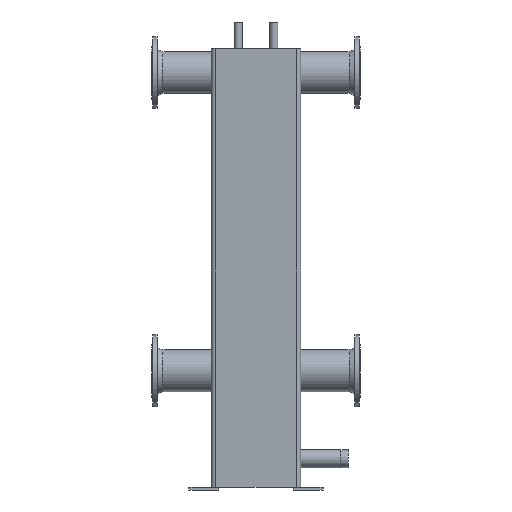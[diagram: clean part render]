
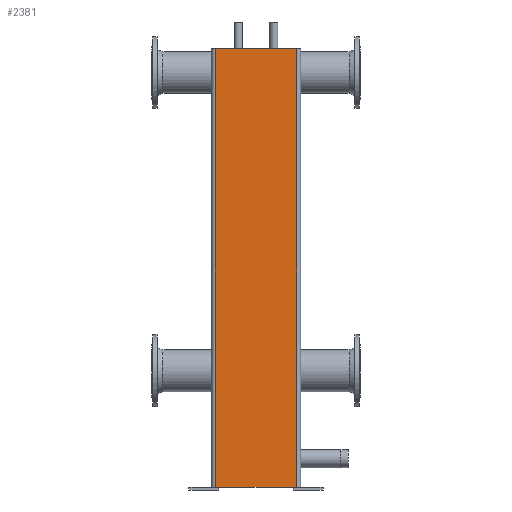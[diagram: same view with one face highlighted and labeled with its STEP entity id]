
A CAD part, front view. The second image highlights one B-rep face of the part: STEP entity #2381.
In plain terms, the highlighted planar face has unit normal (0, -1, 0).
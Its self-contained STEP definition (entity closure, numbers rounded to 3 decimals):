
#311=FACE_OUTER_BOUND('',#548,.T.);
#548=EDGE_LOOP('',(#1962,#1963,#1964,#1965,#1966,#1967));
#905=LINE('',#3857,#1041);
#936=LINE('',#3944,#1072);
#943=LINE('',#3973,#1079);
#950=LINE('',#4000,#1086);
#952=LINE('',#4003,#1088);
#953=LINE('',#4004,#1089);
#1041=VECTOR('',#3122,10.);
#1072=VECTOR('',#3191,10.);
#1079=VECTOR('',#3214,10.);
#1086=VECTOR('',#3237,10.);
#1088=VECTOR('',#3241,10.);
#1089=VECTOR('',#3242,10.);
#1251=VERTEX_POINT('',#3830);
#1260=VERTEX_POINT('',#3856);
#1291=VERTEX_POINT('',#3927);
#1297=VERTEX_POINT('',#3943);
#1310=VERTEX_POINT('',#3970);
#1311=VERTEX_POINT('',#3972);
#1505=EDGE_CURVE('',#1260,#1251,#905,.T.);
#1548=EDGE_CURVE('',#1291,#1297,#936,.T.);
#1562=EDGE_CURVE('',#1310,#1311,#943,.T.);
#1576=EDGE_CURVE('',#1297,#1310,#950,.T.);
#1578=EDGE_CURVE('',#1291,#1251,#952,.T.);
#1579=EDGE_CURVE('',#1260,#1311,#953,.T.);
#1962=ORIENTED_EDGE('',*,*,#1548,.F.);
#1963=ORIENTED_EDGE('',*,*,#1578,.T.);
#1964=ORIENTED_EDGE('',*,*,#1505,.F.);
#1965=ORIENTED_EDGE('',*,*,#1579,.T.);
#1966=ORIENTED_EDGE('',*,*,#1562,.F.);
#1967=ORIENTED_EDGE('',*,*,#1576,.F.);
#2289=PLANE('',#2656);
#2381=ADVANCED_FACE('',(#311),#2289,.T.);
#2656=AXIS2_PLACEMENT_3D('',#4002,#3239,#3240);
#3122=DIRECTION('',(-1.,0.,0.));
#3191=DIRECTION('',(-1.,0.,0.));
#3214=DIRECTION('',(1.,0.,0.));
#3237=DIRECTION('',(0.,0.,1.));
#3239=DIRECTION('center_axis',(0.,-1.,0.));
#3240=DIRECTION('ref_axis',(1.,0.,0.));
#3241=DIRECTION('',(1.,0.,0.));
#3242=DIRECTION('',(0.,0.,1.));
#3830=CARTESIAN_POINT('',(125.,-100.,9.5));
#3856=CARTESIAN_POINT('',(137.5,-100.,9.5));
#3857=CARTESIAN_POINT('',(18.75,-100.,9.5));
#3927=CARTESIAN_POINT('',(-125.,-100.,9.5));
#3943=CARTESIAN_POINT('',(-137.5,-100.,9.5));
#3944=CARTESIAN_POINT('',(-156.25,-100.,9.5));
#3970=CARTESIAN_POINT('',(-137.5,-100.,1480.));
#3972=CARTESIAN_POINT('',(137.5,-100.,1480.));
#3973=CARTESIAN_POINT('',(-137.5,-100.,1480.));
#4000=CARTESIAN_POINT('',(-137.5,-100.,9.5));
#4002=CARTESIAN_POINT('Origin',(-137.5,-100.,9.5));
#4003=CARTESIAN_POINT('',(-137.5,-100.,9.5));
#4004=CARTESIAN_POINT('',(137.5,-100.,9.5));
